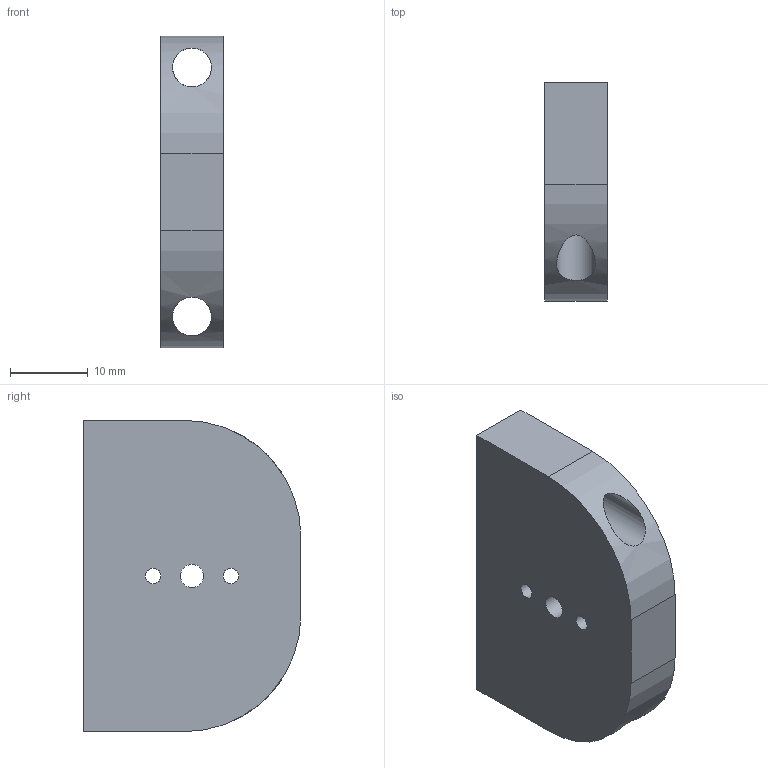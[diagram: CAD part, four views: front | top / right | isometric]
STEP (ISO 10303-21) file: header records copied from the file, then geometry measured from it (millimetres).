
FILE_DESCRIPTION(/* description */ (''),/* implementation_level */ '2;1');
FILE_NAME(/* name */ 'Motorhalterung.step',/* time_stamp */ '2018-11-09T16:38:45+01:00',/* author */ ('oborDREJD'),/* organization */ (''),/* preprocessor_version */ 'ST-DEVELOPER v17.2',/* originating_system */ 'Autodesk Translation Framework v7.6.0.251',/* authorisation */ '');
FILE_SCHEMA (('AUTOMOTIVE_DESIGN { 1 0 10303 214 3 1 1 }'));
Length unit declared in the file: millimetre
Products named in the file (2): MotorMitHalterung; Komponente1
Assembly tree (1 placements, depth 2):
  MotorMitHalterung
    Komponente1
Bounding box: 8 x 28 x 40 mm (x, y, z)
Volume: 5342.6 mm3; surface area: 4034.7 mm2
Topology: 1 solids, 1 shells, 15 faces, 38 edges, 26 vertices
Faces by surface type: cylinder 8, plane 7
Full cylindrical faces by diameter (mm): 2 x2, 3 x1, 5 x2, 22 x1
Entity records: 614 total; most frequent: CARTESIAN_POINT 162, DIRECTION 84, ORIENTED_EDGE 76, EDGE_CURVE 38, AXIS2_PLACEMENT_3D 32, EDGE_LOOP 26, VERTEX_POINT 26, LINE 20
